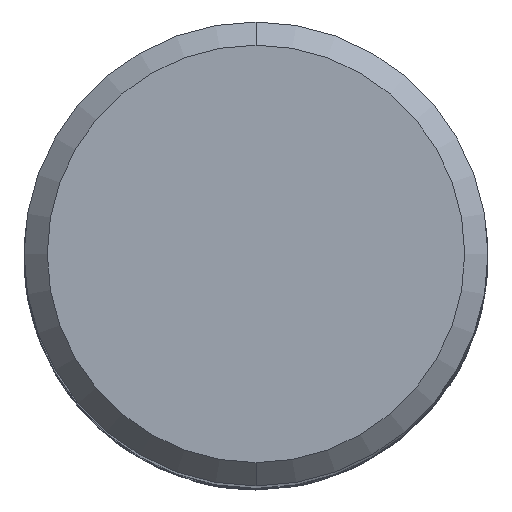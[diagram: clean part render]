
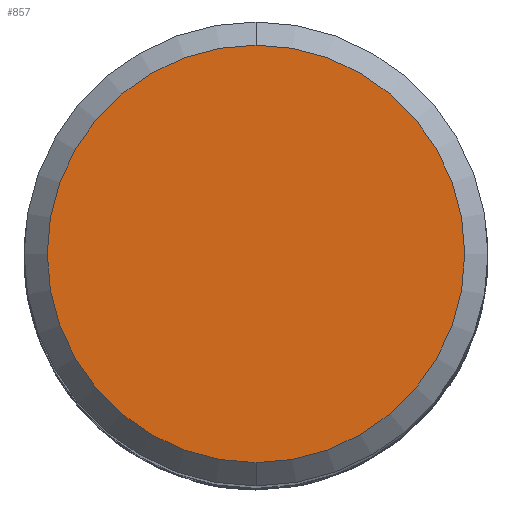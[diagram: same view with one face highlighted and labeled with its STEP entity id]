
A CAD part, top view. The second image highlights one B-rep face of the part: STEP entity #857.
In plain terms, the highlighted planar face has unit normal (0, 0, 1).
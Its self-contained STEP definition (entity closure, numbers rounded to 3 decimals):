
#773=EDGE_CURVE('',#1975,#833,#2160,.T.);
#833=VERTEX_POINT('',#2227);
#857=ADVANCED_FACE('',(#2251),#2252,.T.);
#1733=EDGE_CURVE('',#833,#1975,#3202,.T.);
#1975=VERTEX_POINT('',#3472);
#2160=CIRCLE('',#4836,9.0);
#2227=CARTESIAN_POINT('',(0.,-9.0,0.0));
#2251=FACE_OUTER_BOUND('',#5693,.T.);
#2252=PLANE('',#5694);
#3202=CIRCLE('',#19976,9.0);
#3472=CARTESIAN_POINT('',(0.0,9.0,0.0));
#4836=AXIS2_PLACEMENT_3D('',#24374,#24375,#24376);
#5693=EDGE_LOOP('',(#24454,#24455));
#5694=AXIS2_PLACEMENT_3D('',#24456,#24457,#24458);
#19976=AXIS2_PLACEMENT_3D('',#25326,#25327,#25328);
#24374=CARTESIAN_POINT('',(0.0,0.0,0.0));
#24375=DIRECTION('',(0.0,0.0,-1.0));
#24376=DIRECTION('',(0.0,1.0,0.0));
#24454=ORIENTED_EDGE('',*,*,#773,.F.);
#24455=ORIENTED_EDGE('',*,*,#1733,.F.);
#24456=CARTESIAN_POINT('',(0.0,4.5,0.0));
#24457=DIRECTION('',(-0.0,0.0,1.0));
#24458=DIRECTION('',(0.0,-1.0,0.0));
#25326=CARTESIAN_POINT('',(0.0,0.0,0.0));
#25327=DIRECTION('',(0.0,0.0,-1.0));
#25328=DIRECTION('',(0.0,1.0,0.0));
